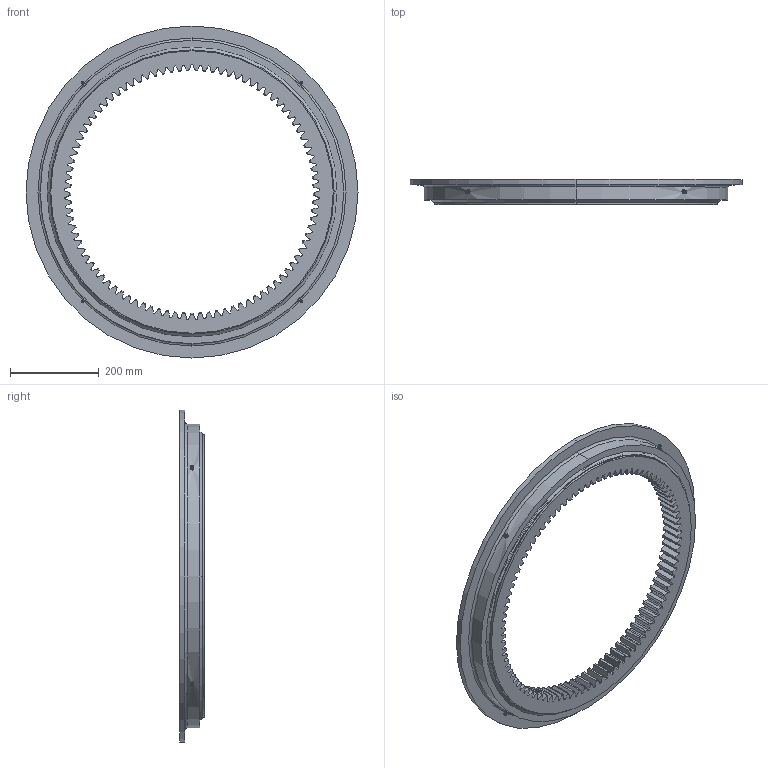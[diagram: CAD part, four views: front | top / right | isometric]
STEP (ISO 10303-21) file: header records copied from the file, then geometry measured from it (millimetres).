
FILE_DESCRIPTION (( 'STEP AP203' ), '1' );
FILE_NAME ('22-0641-00.STEP', '2017-12-27T15:57:04', ( 'defontaine' ), ( 'Hewlett-Packard Company' ), 'SwSTEP 2.0', 'SolidWorks 2016', '' );
FILE_SCHEMA (( 'CONFIG_CONTROL_DESIGN' ));
Length unit declared in the file: millimetre
Products named in the file (1): 22-0641-00
Bounding box: 748 x 56 x 748 mm (x, y, z)
Volume: 5717004 mm3; surface area: 998560.4 mm2
Topology: 9 solids, 9 shells, 715 faces, 2007 edges, 1325 vertices
Faces by surface type: plane 239, cylinder 219, cone 219, torus 28, sphere 10
Entity records: 24133 total; most frequent: CARTESIAN_POINT 5672, ORIENTED_EDGE 4004, DIRECTION 3778, EDGE_CURVE 2002, AXIS2_PLACEMENT_3D 1448, VERTEX_POINT 1322, LINE 882, VECTOR 882
